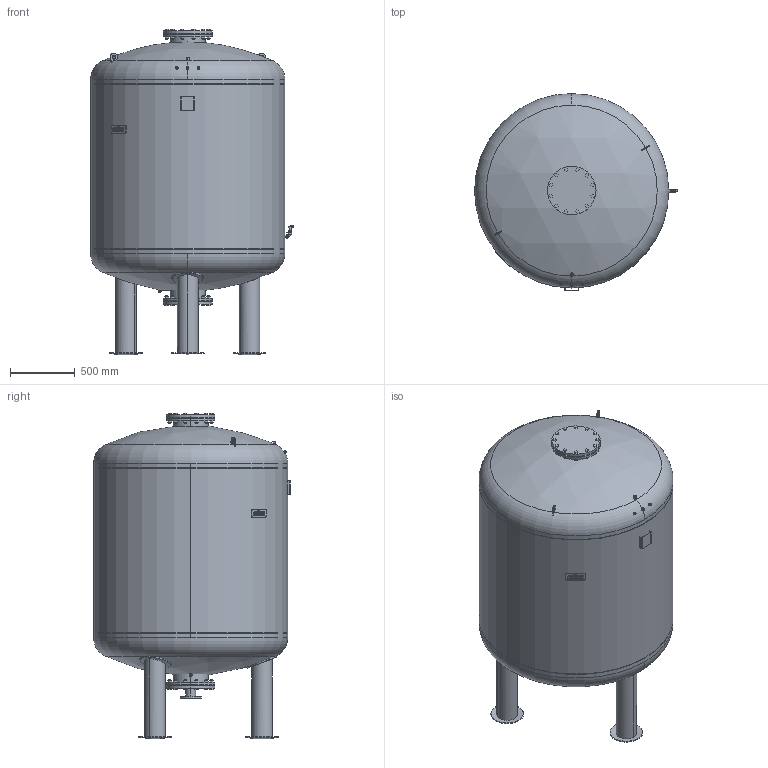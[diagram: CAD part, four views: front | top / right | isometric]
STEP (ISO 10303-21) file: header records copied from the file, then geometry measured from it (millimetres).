
FILE_DESCRIPTION((''),'2;1');
FILE_NAME('3d_RF3000_10bar-7652505.stp','2010-09-15T12:54:47',(''),(''),'Mechanical Desktop 2009','Mechanical Desktop 2009',', , ');
FILE_SCHEMA(('CONFIG_CONTROL_DESIGN'));
Length unit declared in the file: millimetre
Products named in the file (1): Product
Bounding box: 1566 x 1520 x 2512.45 mm (x, y, z)
Volume: 3107922289.4 mm3; surface area: 20470692.7 mm2
Topology: 23 solids, 23 shells, 889 faces, 2140 edges, 1383 vertices
Faces by surface type: plane 514, cylinder 207, cone 88, bspline 55, torus 16, sphere 9
Entity records: 27533 total; most frequent: CARTESIAN_POINT 6385, DIRECTION 4373, ORIENTED_EDGE 4252, EDGE_CURVE 2126, AXIS2_PLACEMENT_3D 1471, VECTOR 1431, LINE 1431, VERTEX_POINT 1383
